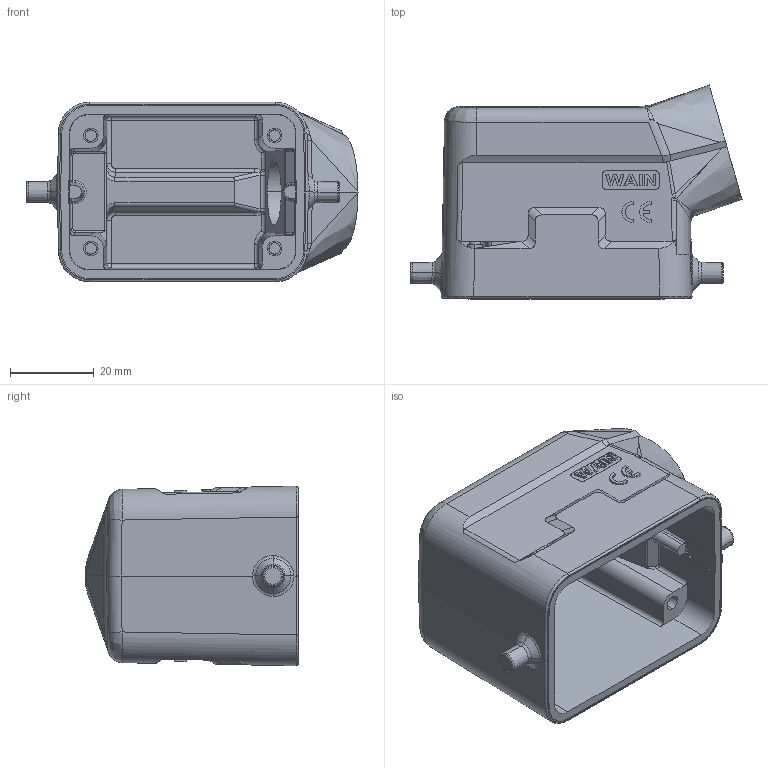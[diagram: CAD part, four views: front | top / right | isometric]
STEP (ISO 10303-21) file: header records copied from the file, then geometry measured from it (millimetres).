
FILE_DESCRIPTION((''),'2;1');
FILE_NAME('PRT0020','2024-01-20T',('p.yu'),(''),'PRO/ENGINEER BY PARAMETRIC TECHNOLOGY CORPORATION, 2012480','PRO/ENGINEER BY PARAMETRIC TECHNOLOGY CORPORATION, 2012480','');
FILE_SCHEMA(('CONFIG_CONTROL_DESIGN'));
Length unit declared in the file: millimetre
Products named in the file (1): PRT0020
Bounding box: 79.46 x 51.18 x 42.98 mm (x, y, z)
Volume: 41982.8 mm3; surface area: 22508.4 mm2
Topology: 1 solids, 1 shells, 428 faces, 1138 edges, 729 vertices
Faces by surface type: plane 199, cylinder 120, bspline 54, cone 26, torus 18, sphere 11
Entity records: 16499 total; most frequent: CARTESIAN_POINT 6556, ORIENTED_EDGE 2260, DIRECTION 1733, EDGE_CURVE 1130, VERTEX_POINT 729, VECTOR 619, LINE 619, AXIS2_PLACEMENT_3D 557
